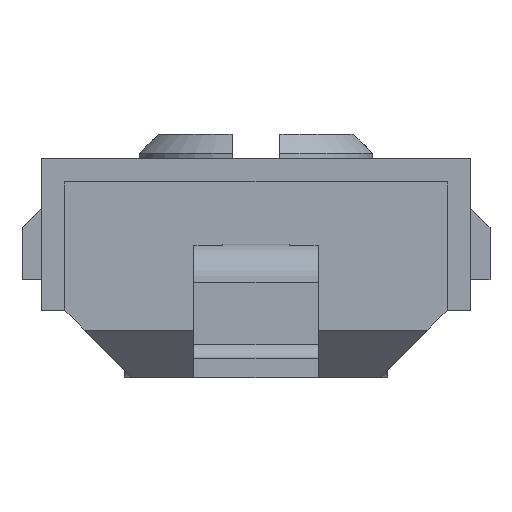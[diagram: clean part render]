
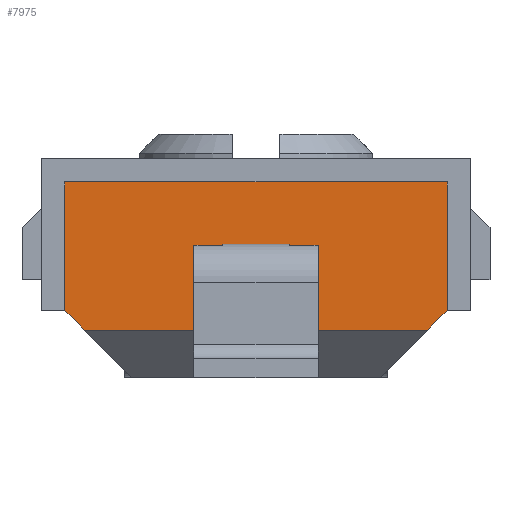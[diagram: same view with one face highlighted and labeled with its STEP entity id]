
A CAD part, front view. The second image highlights one B-rep face of the part: STEP entity #7975.
In plain terms, the highlighted planar face has unit normal (0, -1, 0).
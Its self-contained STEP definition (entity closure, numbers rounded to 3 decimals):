
#7545 = PLANE('',#7546);
#7546 = AXIS2_PLACEMENT_3D('',#7547,#7548,#7549);
#7547 = CARTESIAN_POINT('',(0.25,0.,0.));
#7548 = DIRECTION('',(1.,0.,0.));
#7549 = DIRECTION('',(0.,0.,1.));
#7832 = EDGE_CURVE('',#7833,#7835,#7837,.T.);
#7833 = VERTEX_POINT('',#7834);
#7834 = CARTESIAN_POINT('',(0.25,0.,0.7));
#7835 = VERTEX_POINT('',#7836);
#7836 = CARTESIAN_POINT('',(0.25,0.,2.05));
#7837 = SURFACE_CURVE('',#7838,(#7842,#7849),.PCURVE_S1.);
#7838 = LINE('',#7839,#7840);
#7839 = CARTESIAN_POINT('',(0.25,0.,0.));
#7840 = VECTOR('',#7841,1.);
#7841 = DIRECTION('',(0.,0.,1.));
#7842 = PCURVE('',#7545,#7843);
#7843 = DEFINITIONAL_REPRESENTATION('',(#7844),#7848);
#7844 = LINE('',#7845,#7846);
#7845 = CARTESIAN_POINT('',(0.,0.));
#7846 = VECTOR('',#7847,1.);
#7847 = DIRECTION('',(1.,0.));
#7848 = ( GEOMETRIC_REPRESENTATION_CONTEXT(2) 
PARAMETRIC_REPRESENTATION_CONTEXT() REPRESENTATION_CONTEXT('2D SPACE',''
  ) );
#7849 = PCURVE('',#7850,#7855);
#7850 = PLANE('',#7851);
#7851 = AXIS2_PLACEMENT_3D('',#7852,#7853,#7854);
#7852 = CARTESIAN_POINT('',(0.25,0.,0.));
#7853 = DIRECTION('',(0.,1.,0.));
#7854 = DIRECTION('',(0.,0.,1.));
#7855 = DEFINITIONAL_REPRESENTATION('',(#7856),#7860);
#7856 = LINE('',#7857,#7858);
#7857 = CARTESIAN_POINT('',(0.,0.));
#7858 = VECTOR('',#7859,1.);
#7859 = DIRECTION('',(1.,0.));
#7860 = ( GEOMETRIC_REPRESENTATION_CONTEXT(2) 
PARAMETRIC_REPRESENTATION_CONTEXT() REPRESENTATION_CONTEXT('2D SPACE',''
  ) );
#7878 = PLANE('',#7879);
#7879 = AXIS2_PLACEMENT_3D('',#7880,#7881,#7882);
#7880 = CARTESIAN_POINT('',(0.6,0.5,0.35));
#7881 = DIRECTION('',(-0.707,0.,-0.707));
#7882 = DIRECTION('',(0.,1.,0.));
#7932 = PLANE('',#7933);
#7933 = AXIS2_PLACEMENT_3D('',#7934,#7935,#7936);
#7934 = CARTESIAN_POINT('',(0.25,0.,2.05));
#7935 = DIRECTION('',(0.,0.,1.));
#7936 = DIRECTION('',(1.,0.,0.));
#7975 = ADVANCED_FACE('',(#7976),#7850,.F.);
#7976 = FACE_BOUND('',#7977,.F.);
#7977 = EDGE_LOOP('',(#7978,#8008,#8036,#8064,#8085,#8086));
#7978 = ORIENTED_EDGE('',*,*,#7979,.F.);
#7979 = EDGE_CURVE('',#7980,#7982,#7984,.T.);
#7980 = VERTEX_POINT('',#7981);
#7981 = CARTESIAN_POINT('',(4.25,0.,0.7));
#7982 = VERTEX_POINT('',#7983);
#7983 = CARTESIAN_POINT('',(4.25,0.,2.05));
#7984 = SURFACE_CURVE('',#7985,(#7989,#7996),.PCURVE_S1.);
#7985 = LINE('',#7986,#7987);
#7986 = CARTESIAN_POINT('',(4.25,0.,0.));
#7987 = VECTOR('',#7988,1.);
#7988 = DIRECTION('',(0.,0.,1.));
#7989 = PCURVE('',#7850,#7990);
#7990 = DEFINITIONAL_REPRESENTATION('',(#7991),#7995);
#7991 = LINE('',#7992,#7993);
#7992 = CARTESIAN_POINT('',(0.,4.));
#7993 = VECTOR('',#7994,1.);
#7994 = DIRECTION('',(1.,0.));
#7995 = ( GEOMETRIC_REPRESENTATION_CONTEXT(2) 
PARAMETRIC_REPRESENTATION_CONTEXT() REPRESENTATION_CONTEXT('2D SPACE',''
  ) );
#7996 = PCURVE('',#7997,#8002);
#7997 = PLANE('',#7998);
#7998 = AXIS2_PLACEMENT_3D('',#7999,#8000,#8001);
#7999 = CARTESIAN_POINT('',(4.25,0.,0.));
#8000 = DIRECTION('',(1.,0.,0.));
#8001 = DIRECTION('',(0.,0.,1.));
#8002 = DEFINITIONAL_REPRESENTATION('',(#8003),#8007);
#8003 = LINE('',#8004,#8005);
#8004 = CARTESIAN_POINT('',(0.,0.));
#8005 = VECTOR('',#8006,1.);
#8006 = DIRECTION('',(1.,0.));
#8007 = ( GEOMETRIC_REPRESENTATION_CONTEXT(2) 
PARAMETRIC_REPRESENTATION_CONTEXT() REPRESENTATION_CONTEXT('2D SPACE',''
  ) );
#8008 = ORIENTED_EDGE('',*,*,#8009,.F.);
#8009 = EDGE_CURVE('',#8010,#7980,#8012,.T.);
#8010 = VERTEX_POINT('',#8011);
#8011 = CARTESIAN_POINT('',(4.05,0.,0.5));
#8012 = SURFACE_CURVE('',#8013,(#8017,#8024),.PCURVE_S1.);
#8013 = LINE('',#8014,#8015);
#8014 = CARTESIAN_POINT('',(2.9,0.,-0.65));
#8015 = VECTOR('',#8016,1.);
#8016 = DIRECTION('',(0.707,0.,0.707));
#8017 = PCURVE('',#7850,#8018);
#8018 = DEFINITIONAL_REPRESENTATION('',(#8019),#8023);
#8019 = LINE('',#8020,#8021);
#8020 = CARTESIAN_POINT('',(-0.65,2.65));
#8021 = VECTOR('',#8022,1.);
#8022 = DIRECTION('',(0.707,0.707));
#8023 = ( GEOMETRIC_REPRESENTATION_CONTEXT(2) 
PARAMETRIC_REPRESENTATION_CONTEXT() REPRESENTATION_CONTEXT('2D SPACE',''
  ) );
#8024 = PCURVE('',#8025,#8030);
#8025 = PLANE('',#8026);
#8026 = AXIS2_PLACEMENT_3D('',#8027,#8028,#8029);
#8027 = CARTESIAN_POINT('',(3.9,0.5,0.35));
#8028 = DIRECTION('',(-0.707,0.,0.707
    ));
#8029 = DIRECTION('',(0.,-1.,0.));
#8030 = DEFINITIONAL_REPRESENTATION('',(#8031),#8035);
#8031 = LINE('',#8032,#8033);
#8032 = CARTESIAN_POINT('',(0.5,-1.414));
#8033 = VECTOR('',#8034,1.);
#8034 = DIRECTION('',(0.,1.));
#8035 = ( GEOMETRIC_REPRESENTATION_CONTEXT(2) 
PARAMETRIC_REPRESENTATION_CONTEXT() REPRESENTATION_CONTEXT('2D SPACE',''
  ) );
#8036 = ORIENTED_EDGE('',*,*,#8037,.F.);
#8037 = EDGE_CURVE('',#8038,#8010,#8040,.T.);
#8038 = VERTEX_POINT('',#8039);
#8039 = CARTESIAN_POINT('',(0.45,0.,0.5));
#8040 = SURFACE_CURVE('',#8041,(#8045,#8052),.PCURVE_S1.);
#8041 = LINE('',#8042,#8043);
#8042 = CARTESIAN_POINT('',(0.25,0.,0.5));
#8043 = VECTOR('',#8044,1.);
#8044 = DIRECTION('',(1.,0.,0.));
#8045 = PCURVE('',#7850,#8046);
#8046 = DEFINITIONAL_REPRESENTATION('',(#8047),#8051);
#8047 = LINE('',#8048,#8049);
#8048 = CARTESIAN_POINT('',(0.5,0.));
#8049 = VECTOR('',#8050,1.);
#8050 = DIRECTION('',(0.,1.));
#8051 = ( GEOMETRIC_REPRESENTATION_CONTEXT(2) 
PARAMETRIC_REPRESENTATION_CONTEXT() REPRESENTATION_CONTEXT('2D SPACE',''
  ) );
#8052 = PCURVE('',#8053,#8058);
#8053 = PLANE('',#8054);
#8054 = AXIS2_PLACEMENT_3D('',#8055,#8056,#8057);
#8055 = CARTESIAN_POINT('',(0.25,0.25,0.25));
#8056 = DIRECTION('',(0.,-0.707,-0.707));
#8057 = DIRECTION('',(-1.,0.,0.));
#8058 = DEFINITIONAL_REPRESENTATION('',(#8059),#8063);
#8059 = LINE('',#8060,#8061);
#8060 = CARTESIAN_POINT('',(0.,-0.354));
#8061 = VECTOR('',#8062,1.);
#8062 = DIRECTION('',(-1.,0.));
#8063 = ( GEOMETRIC_REPRESENTATION_CONTEXT(2) 
PARAMETRIC_REPRESENTATION_CONTEXT() REPRESENTATION_CONTEXT('2D SPACE',''
  ) );
#8064 = ORIENTED_EDGE('',*,*,#8065,.F.);
#8065 = EDGE_CURVE('',#7833,#8038,#8066,.T.);
#8066 = SURFACE_CURVE('',#8067,(#8071,#8078),.PCURVE_S1.);
#8067 = LINE('',#8068,#8069);
#8068 = CARTESIAN_POINT('',(0.6,0.,0.35));
#8069 = VECTOR('',#8070,1.);
#8070 = DIRECTION('',(0.707,0.,-0.707));
#8071 = PCURVE('',#7850,#8072);
#8072 = DEFINITIONAL_REPRESENTATION('',(#8073),#8077);
#8073 = LINE('',#8074,#8075);
#8074 = CARTESIAN_POINT('',(0.35,0.35));
#8075 = VECTOR('',#8076,1.);
#8076 = DIRECTION('',(-0.707,0.707));
#8077 = ( GEOMETRIC_REPRESENTATION_CONTEXT(2) 
PARAMETRIC_REPRESENTATION_CONTEXT() REPRESENTATION_CONTEXT('2D SPACE',''
  ) );
#8078 = PCURVE('',#7878,#8079);
#8079 = DEFINITIONAL_REPRESENTATION('',(#8080),#8084);
#8080 = LINE('',#8081,#8082);
#8081 = CARTESIAN_POINT('',(-0.5,0.));
#8082 = VECTOR('',#8083,1.);
#8083 = DIRECTION('',(0.,1.));
#8084 = ( GEOMETRIC_REPRESENTATION_CONTEXT(2) 
PARAMETRIC_REPRESENTATION_CONTEXT() REPRESENTATION_CONTEXT('2D SPACE',''
  ) );
#8085 = ORIENTED_EDGE('',*,*,#7832,.T.);
#8086 = ORIENTED_EDGE('',*,*,#8087,.T.);
#8087 = EDGE_CURVE('',#7835,#7982,#8088,.T.);
#8088 = SURFACE_CURVE('',#8089,(#8093,#8100),.PCURVE_S1.);
#8089 = LINE('',#8090,#8091);
#8090 = CARTESIAN_POINT('',(0.25,0.,2.05));
#8091 = VECTOR('',#8092,1.);
#8092 = DIRECTION('',(1.,0.,0.));
#8093 = PCURVE('',#7850,#8094);
#8094 = DEFINITIONAL_REPRESENTATION('',(#8095),#8099);
#8095 = LINE('',#8096,#8097);
#8096 = CARTESIAN_POINT('',(2.05,0.));
#8097 = VECTOR('',#8098,1.);
#8098 = DIRECTION('',(0.,1.));
#8099 = ( GEOMETRIC_REPRESENTATION_CONTEXT(2) 
PARAMETRIC_REPRESENTATION_CONTEXT() REPRESENTATION_CONTEXT('2D SPACE',''
  ) );
#8100 = PCURVE('',#7932,#8101);
#8101 = DEFINITIONAL_REPRESENTATION('',(#8102),#8106);
#8102 = LINE('',#8103,#8104);
#8103 = CARTESIAN_POINT('',(0.,0.));
#8104 = VECTOR('',#8105,1.);
#8105 = DIRECTION('',(1.,0.));
#8106 = ( GEOMETRIC_REPRESENTATION_CONTEXT(2) 
PARAMETRIC_REPRESENTATION_CONTEXT() REPRESENTATION_CONTEXT('2D SPACE',''
  ) );
